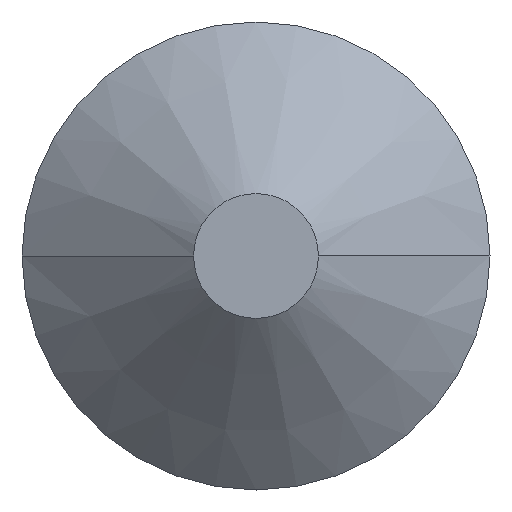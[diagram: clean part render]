
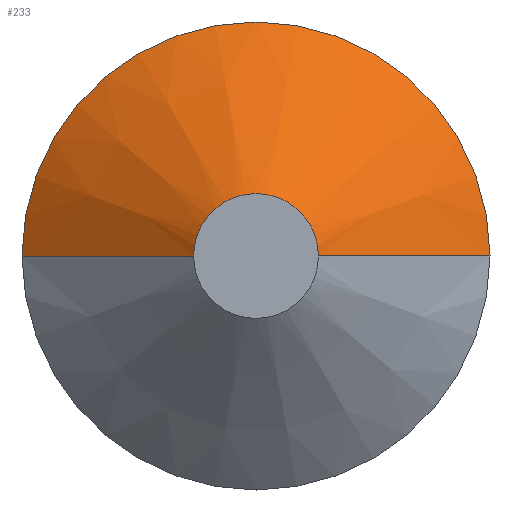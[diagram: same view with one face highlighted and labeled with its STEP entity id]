
A CAD part, front view. The second image highlights one B-rep face of the part: STEP entity #233.
In plain terms, the highlighted conical face has half-angle 50 degrees and reference radius 0.635 mm.
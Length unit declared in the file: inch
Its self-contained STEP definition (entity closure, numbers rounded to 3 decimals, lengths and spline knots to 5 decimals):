
#20 = DIRECTION ( 'NONE',  ( 1., 0., 0. ) ) ;
#24 = CARTESIAN_POINT ( 'NONE',  ( -0.025, 0., 0. ) ) ;
#26 = VECTOR ( 'NONE', #280, 39.37008 ) ;
#29 = EDGE_CURVE ( 'NONE', #204, #248, #165, .T. ) ;
#34 = FACE_OUTER_BOUND ( 'NONE', #210, .T. ) ;
#41 = ORIENTED_EDGE ( 'NONE', *, *, #29, .F. ) ;
#46 = EDGE_CURVE ( 'NONE', #302, #209, #277, .T. ) ;
#48 = CARTESIAN_POINT ( 'NONE',  ( 0., 0.05769, 0. ) ) ;
#70 = ORIENTED_EDGE ( 'NONE', *, *, #46, .T. ) ;
#80 = CONICAL_SURFACE ( 'NONE', #245, 0.025, 0.873 ) ;
#84 = CARTESIAN_POINT ( 'NONE',  ( 0., 0., 0. ) ) ;
#85 = EDGE_CURVE ( 'NONE', #209, #248, #151, .T. ) ;
#119 = DIRECTION ( 'NONE',  ( -0.766, 0.643, 0. ) ) ;
#138 = AXIS2_PLACEMENT_3D ( 'NONE', #48, #141, #20 ) ;
#141 = DIRECTION ( 'NONE',  ( 0., -1., 0. ) ) ;
#149 = CARTESIAN_POINT ( 'NONE',  ( 0.025, 0., 0. ) ) ;
#151 = CIRCLE ( 'NONE', #138, 0.09375 ) ;
#154 = CARTESIAN_POINT ( 'NONE',  ( 0.09375, 0.05769, 0. ) ) ;
#158 = DIRECTION ( 'NONE',  ( 1., 0., 0. ) ) ;
#165 = LINE ( 'NONE', #24, #174 ) ;
#169 = CARTESIAN_POINT ( 'NONE',  ( 0.025, 0., 0. ) ) ;
#174 = VECTOR ( 'NONE', #119, 39.37008 ) ;
#182 = CARTESIAN_POINT ( 'NONE',  ( -0.09375, 0.05769, 0. ) ) ;
#189 = ORIENTED_EDGE ( 'NONE', *, *, #236, .F. ) ;
#199 = DIRECTION ( 'NONE',  ( 0., -1., 0. ) ) ;
#204 = VERTEX_POINT ( 'NONE', #270 ) ;
#205 = DIRECTION ( 'NONE',  ( -1., 0., 0. ) ) ;
#209 = VERTEX_POINT ( 'NONE', #154 ) ;
#210 = EDGE_LOOP ( 'NONE', ( #189, #70, #276, #41 ) ) ;
#211 = CIRCLE ( 'NONE', #289, 0.025 ) ;
#233 = ADVANCED_FACE ( 'NONE', ( #34 ), #80, .T. ) ;
#236 = EDGE_CURVE ( 'NONE', #302, #204, #211, .T. ) ;
#245 = AXIS2_PLACEMENT_3D ( 'NONE', #84, #303, #205 ) ;
#248 = VERTEX_POINT ( 'NONE', #182 ) ;
#270 = CARTESIAN_POINT ( 'NONE',  ( -0.025, 0., 0. ) ) ;
#276 = ORIENTED_EDGE ( 'NONE', *, *, #85, .T. ) ;
#277 = LINE ( 'NONE', #169, #26 ) ;
#280 = DIRECTION ( 'NONE',  ( 0.766, 0.643, 0. ) ) ;
#289 = AXIS2_PLACEMENT_3D ( 'NONE', #294, #199, #158 ) ;
#294 = CARTESIAN_POINT ( 'NONE',  ( 0., 0., 0. ) ) ;
#302 = VERTEX_POINT ( 'NONE', #149 ) ;
#303 = DIRECTION ( 'NONE',  ( 0., 1., 0. ) ) ;
